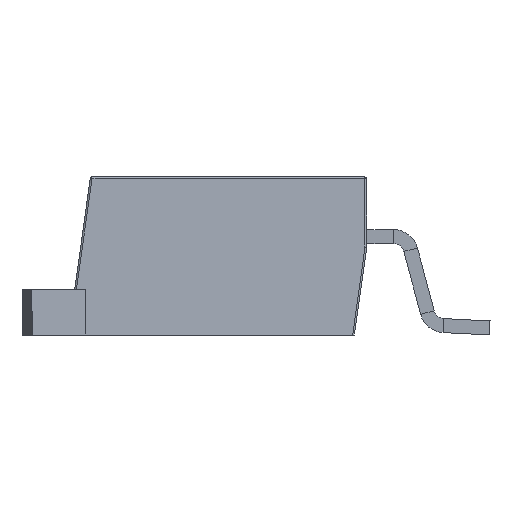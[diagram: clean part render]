
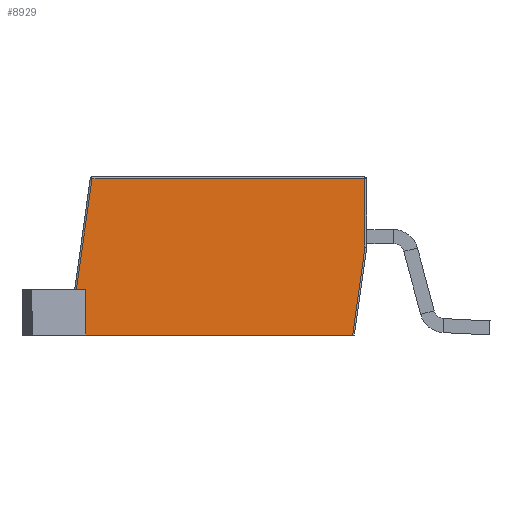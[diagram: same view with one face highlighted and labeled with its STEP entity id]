
A CAD part, left-side view. The second image highlights one B-rep face of the part: STEP entity #8929.
In plain terms, the highlighted planar face has unit normal (-0.999, 0, 0.052).
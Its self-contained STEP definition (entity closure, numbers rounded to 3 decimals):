
#108 = CARTESIAN_POINT ( 'NONE',  ( -5., 11.951, -0.007 ) ) ;
#486 = DIRECTION ( 'NONE',  ( 0.052, -0.139, 0.989 ) ) ;
#769 = EDGE_CURVE ( 'NONE', #1726, #1579, #4969, .T. ) ;
#915 = LINE ( 'NONE', #10465, #11854 ) ;
#969 = ORIENTED_EDGE ( 'NONE', *, *, #8593, .T. ) ;
#1579 = VERTEX_POINT ( 'NONE', #7220 ) ;
#1726 = VERTEX_POINT ( 'NONE', #6284 ) ;
#1855 = VERTEX_POINT ( 'NONE', #10709 ) ;
#2372 = VECTOR ( 'NONE', #2661, 1000. ) ;
#2490 = CARTESIAN_POINT ( 'NONE',  ( -4.932, 11.767, 1.3 ) ) ;
#2566 = VERTEX_POINT ( 'NONE', #12281 ) ;
#2627 = EDGE_CURVE ( 'NONE', #4538, #3682, #9441, .T. ) ;
#2661 = DIRECTION ( 'NONE',  ( 0.052, 0., 0.999 ) ) ;
#3422 = CARTESIAN_POINT ( 'NONE',  ( -5., 12., 0. ) ) ;
#3447 = CARTESIAN_POINT ( 'NONE',  ( -5., 11.5, 0. ) ) ;
#3526 = EDGE_CURVE ( 'NONE', #2566, #6553, #915, .T. ) ;
#3679 = VECTOR ( 'NONE', #8355, 1000. ) ;
#3682 = VERTEX_POINT ( 'NONE', #2490 ) ;
#3893 = CARTESIAN_POINT ( 'NONE',  ( -4.932, 12., 1.3 ) ) ;
#4013 = LINE ( 'NONE', #108, #3679 ) ;
#4094 = VECTOR ( 'NONE', #4476, 1000. ) ;
#4223 = DIRECTION ( 'NONE',  ( -0.999, 0., 0.052 ) ) ;
#4476 = DIRECTION ( 'NONE',  ( 0., -1., 0. ) ) ;
#4501 = DIRECTION ( 'NONE',  ( -0.052, 0., -0.999 ) ) ;
#4538 = VERTEX_POINT ( 'NONE', #9322 ) ;
#4969 = LINE ( 'NONE', #5932, #13112 ) ;
#5528 = EDGE_CURVE ( 'NONE', #1855, #1726, #6882, .T. ) ;
#5932 = CARTESIAN_POINT ( 'NONE',  ( -4.869, 3.55, 2.507 ) ) ;
#6235 = DIRECTION ( 'NONE',  ( 0., 1., 0. ) ) ;
#6284 = CARTESIAN_POINT ( 'NONE',  ( -5., 3.902, 0. ) ) ;
#6452 = AXIS2_PLACEMENT_3D ( 'NONE', #10560, #4223, #11643 ) ;
#6553 = VERTEX_POINT ( 'NONE', #6959 ) ;
#6838 = ORIENTED_EDGE ( 'NONE', *, *, #2627, .F. ) ;
#6842 = CARTESIAN_POINT ( 'NONE',  ( -5., 3.55, 0. ) ) ;
#6882 = LINE ( 'NONE', #3422, #4094 ) ;
#6959 = CARTESIAN_POINT ( 'NONE',  ( -4.767, 11.324, 4.453 ) ) ;
#7220 = CARTESIAN_POINT ( 'NONE',  ( -4.869, 3.55, 2.506 ) ) ;
#8307 = EDGE_CURVE ( 'NONE', #1579, #2566, #8487, .T. ) ;
#8355 = DIRECTION ( 'NONE',  ( -0.052, 0.139, -0.989 ) ) ;
#8487 = LINE ( 'NONE', #6842, #2372 ) ;
#8593 = EDGE_CURVE ( 'NONE', #6553, #3682, #4013, .T. ) ;
#8929 = ADVANCED_FACE ( 'NONE', ( #11113 ), #12673, .T. ) ;
#9226 = ORIENTED_EDGE ( 'NONE', *, *, #12488, .T. ) ;
#9322 = CARTESIAN_POINT ( 'NONE',  ( -4.932, 11.5, 1.3 ) ) ;
#9369 = EDGE_LOOP ( 'NONE', ( #6838, #9226, #12748, #11133, #11208, #11105, #969 ) ) ;
#9441 = LINE ( 'NONE', #3893, #11931 ) ;
#10465 = CARTESIAN_POINT ( 'NONE',  ( -4.767, 11.368, 4.453 ) ) ;
#10560 = CARTESIAN_POINT ( 'NONE',  ( -5., 12., 0. ) ) ;
#10709 = CARTESIAN_POINT ( 'NONE',  ( -5., 11.5, 0. ) ) ;
#11105 = ORIENTED_EDGE ( 'NONE', *, *, #3526, .T. ) ;
#11113 = FACE_OUTER_BOUND ( 'NONE', #9369, .T. ) ;
#11133 = ORIENTED_EDGE ( 'NONE', *, *, #769, .T. ) ;
#11208 = ORIENTED_EDGE ( 'NONE', *, *, #8307, .T. ) ;
#11643 = DIRECTION ( 'NONE',  ( 0.052, 0., 0.999 ) ) ;
#11854 = VECTOR ( 'NONE', #6235, 1000. ) ;
#11931 = VECTOR ( 'NONE', #12379, 1000. ) ;
#12219 = VECTOR ( 'NONE', #4501, 1000. ) ;
#12281 = CARTESIAN_POINT ( 'NONE',  ( -4.767, 3.55, 4.453 ) ) ;
#12379 = DIRECTION ( 'NONE',  ( 0., 1., 0. ) ) ;
#12488 = EDGE_CURVE ( 'NONE', #4538, #1855, #12556, .T. ) ;
#12556 = LINE ( 'NONE', #3447, #12219 ) ;
#12673 = PLANE ( 'NONE',  #6452 ) ;
#12748 = ORIENTED_EDGE ( 'NONE', *, *, #5528, .T. ) ;
#13112 = VECTOR ( 'NONE', #486, 1000. ) ;
